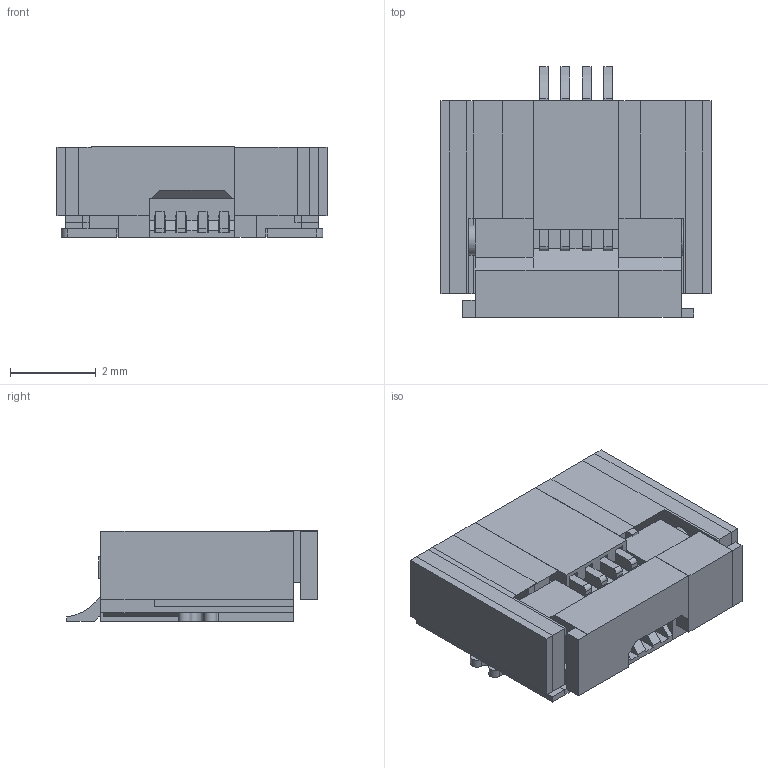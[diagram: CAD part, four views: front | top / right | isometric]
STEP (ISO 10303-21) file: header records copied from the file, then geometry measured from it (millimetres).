
FILE_DESCRIPTION(('STEP AP203'), '1');
FILE_NAME('FPC-4', '', ('UNSPECIFIED'), ('UNSPECIFIED'), 'ASCON STEP Converter 1.6', 'ASCON Math Kernel', '');
FILE_SCHEMA(('CONFIG_CONTROL_DESIGN'));
Length unit declared in the file: millimetre
Bounding box: 6.3 x 5.85 x 2.11 mm (x, y, z)
Volume: 44.4 mm3; surface area: 364.5 mm2
Topology: 17 solids, 17 shells, 380 faces, 1056 edges, 681 vertices
Faces by surface type: plane 346, cylinder 34
Full cylindrical faces by diameter (mm): 0.7 x2, 0.8 x2
Entity records: 15116 total; most frequent: CARTESIAN_POINT 2114, ORIENTED_EDGE 2104, DIRECTION 1886, EDGE_CURVE 1052, LINE 980, VECTOR 980, VERTEX_POINT 681, AXIS2_PLACEMENT_3D 453
